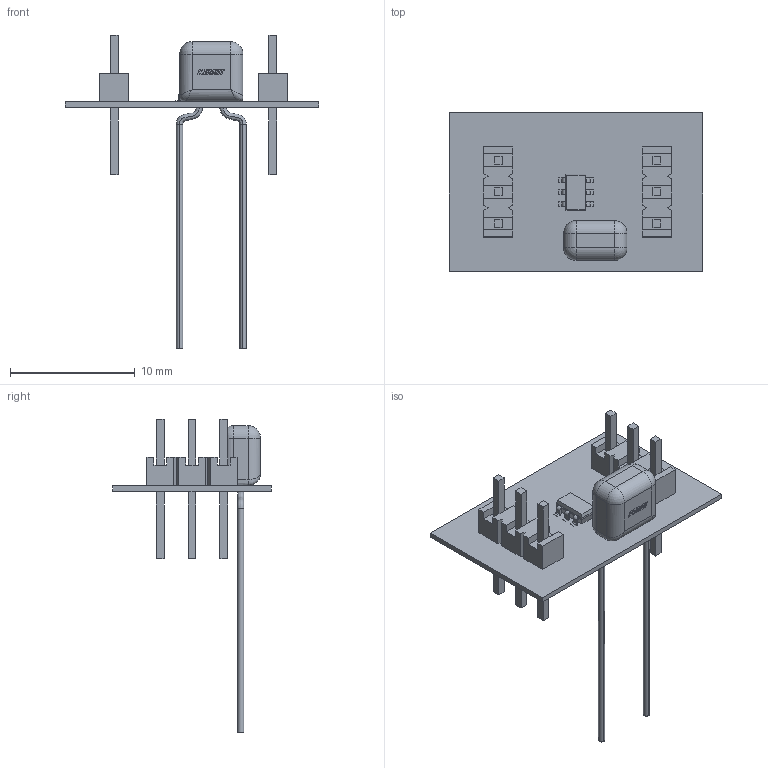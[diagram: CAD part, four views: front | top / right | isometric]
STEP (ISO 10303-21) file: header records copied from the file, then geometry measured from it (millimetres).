
FILE_DESCRIPTION(('Open CASCADE Model'),'2;1');
FILE_NAME('Open CASCADE Shape Model','2023-03-27T22:20:13',('Author'),( 'Open CASCADE'),'Open CASCADE STEP processor 6.8','Open CASCADE 6.8' ,'Unknown');
FILE_SCHEMA(('AUTOMOTIVE_DESIGN { 1 0 10303 214 1 1 1 1 }'));
Length unit declared in the file: millimetre
Products named in the file (10): PCB; Board; Open CASCADE STEP translator 6.8 1.1.1; C1; C322C104K5R5TA7317; U3; TPS3702CX33DDCT; U2; 3PinHeader; U1
Assembly tree (10 placements, depth 3):
  PCB
    Board
      Open CASCADE STEP translator 6.8 1.1.1
    C1
      C322C104K5R5TA7317
    U3
      TPS3702CX33DDCT
    U2
      3PinHeader
    U1
      3PinHeader
Bounding box: 20.32 x 12.7 x 25.12 mm (x, y, z)
Volume: 274.6 mm3; surface area: 1037.3 mm2
Topology: 14 solids, 14 shells, 341 faces, 865 edges, 558 vertices
Faces by surface type: plane 265, cylinder 58, bspline 14, sphere 4
Full cylindrical faces by diameter (mm): 0.8 x2, 1.02 x6
Entity records: 11751 total; most frequent: CARTESIAN_POINT 4179, ORIENTED_EDGE 1402, DIRECTION 1353, EDGE_CURVE 701, LINE 565, VECTOR 565, VERTEX_POINT 454, AXIS2_PLACEMENT_3D 394
